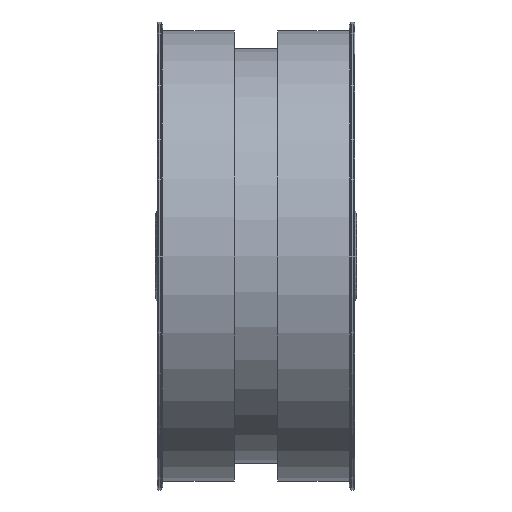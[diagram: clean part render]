
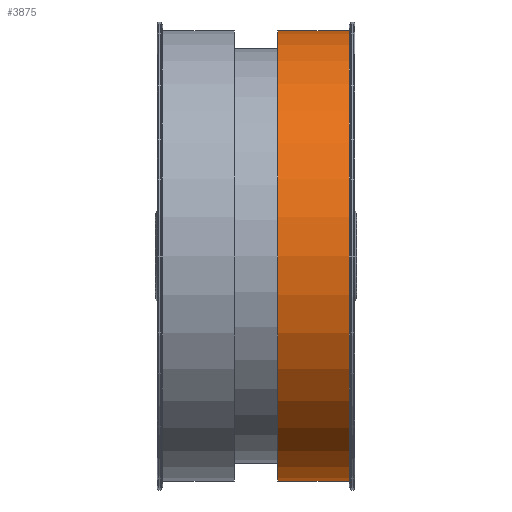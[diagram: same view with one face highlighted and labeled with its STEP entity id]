
A CAD part, front view. The second image highlights one B-rep face of the part: STEP entity #3875.
In plain terms, the highlighted cylindrical face has radius 477.52 mm (diameter 955.04 mm), a full revolution.
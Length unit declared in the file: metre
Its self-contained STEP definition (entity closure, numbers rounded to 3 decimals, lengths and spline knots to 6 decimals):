
#1108=ORIENTED_EDGE('',*,*,#2142,.T.);
#1109=ORIENTED_EDGE('',*,*,#2143,.F.);
#2142=EDGE_CURVE('',#2660,#2660,#3034,.T.);
#2143=EDGE_CURVE('',#2661,#2661,#3035,.T.);
#2660=VERTEX_POINT('',#5574);
#2661=VERTEX_POINT('',#5577);
#3034=CIRCLE('',#4137,0.47752);
#3035=CIRCLE('',#4139,0.47752);
#3122=EDGE_LOOP('',(#1108));
#3123=EDGE_LOOP('',(#1109));
#3486=FACE_BOUND('',#3122,.T.);
#3487=FACE_BOUND('',#3123,.T.);
#3847=CYLINDRICAL_SURFACE('',#4138,0.47752);
#3875=ADVANCED_FACE('',(#3486,#3487),#3847,.T.);
#4137=AXIS2_PLACEMENT_3D('',#5573,#4476,#4477);
#4138=AXIS2_PLACEMENT_3D('',#5575,#4478,#4479);
#4139=AXIS2_PLACEMENT_3D('',#5576,#4480,#4481);
#4476=DIRECTION('',(1.,0.,0.));
#4477=DIRECTION('',(0.,0.,1.));
#4478=DIRECTION('',(1.,0.,0.));
#4479=DIRECTION('',(0.,0.,1.));
#4480=DIRECTION('',(1.,0.,0.));
#4481=DIRECTION('',(0.,0.,1.));
#5573=CARTESIAN_POINT('',(-1.143,-3.935955,-2.101849));
#5574=CARTESIAN_POINT('',(-1.143,-3.935955,-1.624329));
#5575=CARTESIAN_POINT('',(-1.053287,-3.935955,-2.101849));
#5576=CARTESIAN_POINT('',(-0.9906,-3.935955,-2.101849));
#5577=CARTESIAN_POINT('',(-0.9906,-3.935955,-1.624329));
